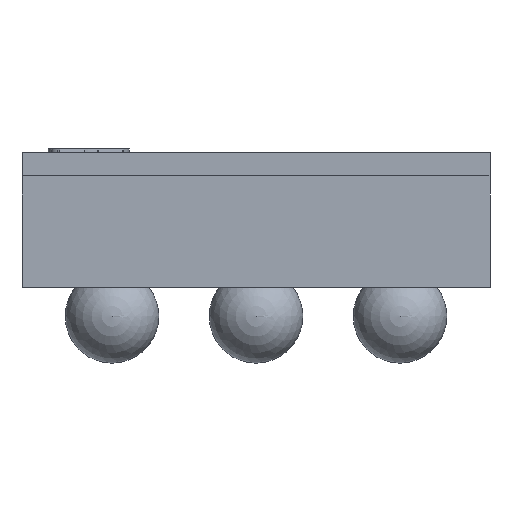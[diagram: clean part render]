
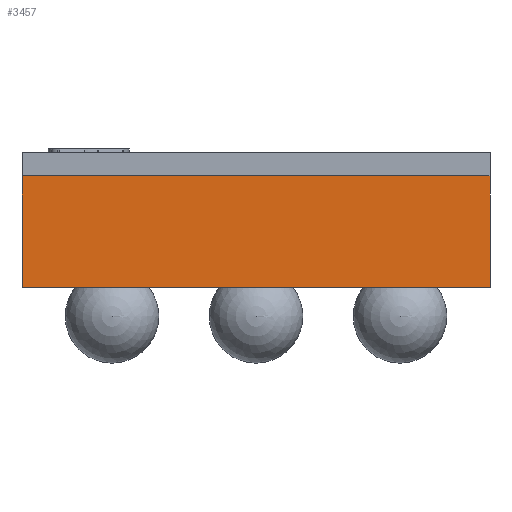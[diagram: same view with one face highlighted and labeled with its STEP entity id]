
A CAD part, front view. The second image highlights one B-rep face of the part: STEP entity #3457.
In plain terms, the highlighted planar face has unit normal (0, -1, 0).
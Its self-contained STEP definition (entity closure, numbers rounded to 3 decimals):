
#40 = EDGE_CURVE ( 'NONE', #6676, #5141, #12378, .T. ) ;
#62 = LINE ( 'NONE', #2158, #8003 ) ;
#328 = VECTOR ( 'NONE', #901, 1000. ) ;
#674 = ORIENTED_EDGE ( 'NONE', *, *, #12490, .F. ) ;
#901 = DIRECTION ( 'NONE',  ( 0., 0., -1. ) ) ;
#1419 = FACE_OUTER_BOUND ( 'NONE', #8422, .T. ) ;
#1589 = VERTEX_POINT ( 'NONE', #2541 ) ;
#1898 = LINE ( 'NONE', #6722, #7572 ) ;
#2158 = CARTESIAN_POINT ( 'NONE',  ( 0.65, -0.85, -0.01 ) ) ;
#2541 = CARTESIAN_POINT ( 'NONE',  ( -0.65, -0.85, 0.3 ) ) ;
#2690 = CARTESIAN_POINT ( 'NONE',  ( 0.65, -0.85, 0.3 ) ) ;
#2744 = EDGE_CURVE ( 'NONE', #1589, #4717, #6318, .T. ) ;
#3328 = DIRECTION ( 'NONE',  ( 0., 1., 0. ) ) ;
#3457 = ADVANCED_FACE ( 'NONE', ( #1419 ), #5025, .F. ) ;
#3979 = DIRECTION ( 'NONE',  ( 1., 0., 0. ) ) ;
#4203 = CARTESIAN_POINT ( 'NONE',  ( 0.65, -0.85, -0.01 ) ) ;
#4293 = CARTESIAN_POINT ( 'NONE',  ( -0.65, -0.85, 0.3 ) ) ;
#4717 = VERTEX_POINT ( 'NONE', #10377 ) ;
#5025 = PLANE ( 'NONE',  #8950 ) ;
#5141 = VERTEX_POINT ( 'NONE', #4203 ) ;
#5414 = CARTESIAN_POINT ( 'NONE',  ( 0.65, -0.85, 0.3 ) ) ;
#6023 = DIRECTION ( 'NONE',  ( -1., 0., 0. ) ) ;
#6118 = DIRECTION ( 'NONE',  ( -1., 0., 0. ) ) ;
#6190 = DIRECTION ( 'NONE',  ( 0., 0., -1. ) ) ;
#6318 = LINE ( 'NONE', #4293, #8322 ) ;
#6676 = VERTEX_POINT ( 'NONE', #5414 ) ;
#6722 = CARTESIAN_POINT ( 'NONE',  ( 0.65, -0.85, 0.3 ) ) ;
#7572 = VECTOR ( 'NONE', #3979, 1000. ) ;
#7627 = ORIENTED_EDGE ( 'NONE', *, *, #2744, .T. ) ;
#7757 = ORIENTED_EDGE ( 'NONE', *, *, #8769, .F. ) ;
#8003 = VECTOR ( 'NONE', #6023, 1000. ) ;
#8322 = VECTOR ( 'NONE', #6190, 1000. ) ;
#8422 = EDGE_LOOP ( 'NONE', ( #7627, #674, #9636, #7757 ) ) ;
#8769 = EDGE_CURVE ( 'NONE', #1589, #6676, #1898, .T. ) ;
#8950 = AXIS2_PLACEMENT_3D ( 'NONE', #9067, #3328, #6118 ) ;
#9067 = CARTESIAN_POINT ( 'NONE',  ( 0.65, -0.85, 0.3 ) ) ;
#9636 = ORIENTED_EDGE ( 'NONE', *, *, #40, .F. ) ;
#10377 = CARTESIAN_POINT ( 'NONE',  ( -0.65, -0.85, -0.01 ) ) ;
#12378 = LINE ( 'NONE', #2690, #328 ) ;
#12490 = EDGE_CURVE ( 'NONE', #5141, #4717, #62, .T. ) ;
